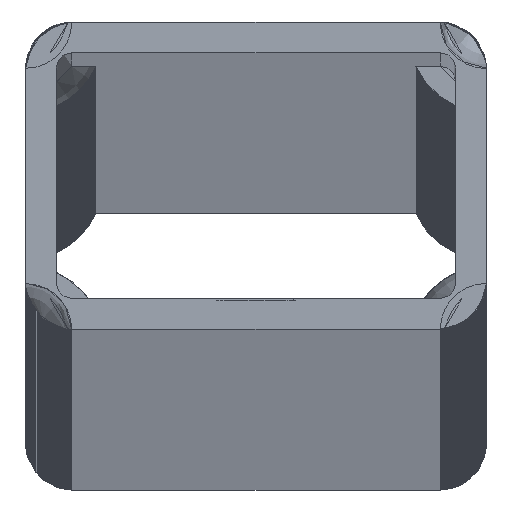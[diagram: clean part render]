
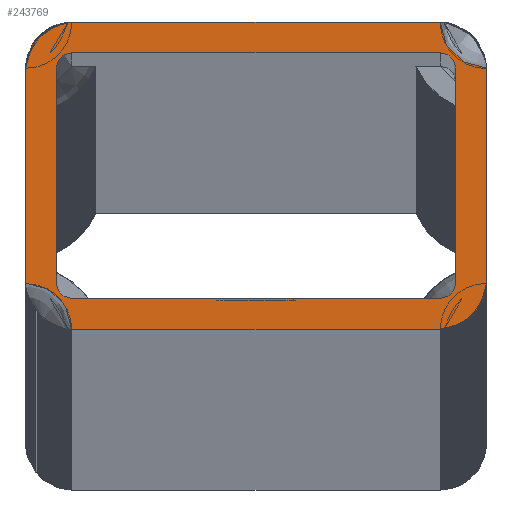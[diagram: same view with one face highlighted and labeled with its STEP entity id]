
A CAD part, top view. The second image highlights one B-rep face of the part: STEP entity #243769.
In plain terms, the highlighted planar face has unit normal (0, 0, 1).
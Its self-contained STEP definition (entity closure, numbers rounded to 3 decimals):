
#171 = VERTEX_POINT ( 'NONE', #259022 ) ;
#217 = EDGE_LOOP ( 'NONE', ( #79196, #222234, #10154, #93272, #107131, #259428, #198484, #52327 ) ) ;
#8110 = VERTEX_POINT ( 'NONE', #144986 ) ;
#10154 = ORIENTED_EDGE ( 'NONE', *, *, #87010, .T. ) ;
#11798 = DIRECTION ( 'NONE',  ( 0., 0., 1. ) ) ;
#12864 = LINE ( 'NONE', #201178, #236370 ) ;
#16039 = VECTOR ( 'NONE', #148961, 1000. ) ;
#23934 = LINE ( 'NONE', #243676, #64396 ) ;
#25325 = ORIENTED_EDGE ( 'NONE', *, *, #87521, .F. ) ;
#26192 = DIRECTION ( 'NONE',  ( 0., 0., 1. ) ) ;
#26786 = EDGE_CURVE ( 'NONE', #215463, #44650, #23934, .T. ) ;
#30398 = DIRECTION ( 'NONE',  ( -1., 0., 0. ) ) ;
#31336 = VERTEX_POINT ( 'NONE', #66398 ) ;
#33101 = CIRCLE ( 'NONE', #77322, 1. ) ;
#34100 = AXIS2_PLACEMENT_3D ( 'NONE', #41324, #169182, #214508 ) ;
#37960 = EDGE_LOOP ( 'NONE', ( #183832, #75483, #25325, #75133, #200690, #134856, #280758, #149721 ) ) ;
#40676 = DIRECTION ( 'NONE',  ( 1., 0., 0. ) ) ;
#41324 = CARTESIAN_POINT ( 'NONE',  ( 15., 10., 0. ) ) ;
#41661 = EDGE_CURVE ( 'NONE', #144380, #75492, #186603, .T. ) ;
#42252 = CIRCLE ( 'NONE', #53973, 1. ) ;
#42663 = DIRECTION ( 'NONE',  ( 0., 0., 1. ) ) ;
#44650 = VERTEX_POINT ( 'NONE', #208861 ) ;
#49138 = AXIS2_PLACEMENT_3D ( 'NONE', #234925, #169676, #84467 ) ;
#49661 = VERTEX_POINT ( 'NONE', #219772 ) ;
#52216 = CIRCLE ( 'NONE', #34100, 3. ) ;
#52327 = ORIENTED_EDGE ( 'NONE', *, *, #79104, .T. ) ;
#53883 = CARTESIAN_POINT ( 'NONE',  ( -12., -7., 0. ) ) ;
#53973 = AXIS2_PLACEMENT_3D ( 'NONE', #161350, #11798, #227546 ) ;
#55303 = DIRECTION ( 'NONE',  ( 0., 0., 1. ) ) ;
#58583 = FACE_OUTER_BOUND ( 'NONE', #217, .T. ) ;
#59343 = PLANE ( 'NONE',  #63562 ) ;
#63562 = AXIS2_PLACEMENT_3D ( 'NONE', #81170, #123733, #231621 ) ;
#64396 = VECTOR ( 'NONE', #115892, 1000. ) ;
#65033 = LINE ( 'NONE', #147706, #214132 ) ;
#65230 = CARTESIAN_POINT ( 'NONE',  ( -15., -10., 0. ) ) ;
#66398 = CARTESIAN_POINT ( 'NONE',  ( -12., -10., 0. ) ) ;
#68775 = DIRECTION ( 'NONE',  ( 1., 0., 0. ) ) ;
#73193 = EDGE_CURVE ( 'NONE', #31336, #171, #235045, .T. ) ;
#75133 = ORIENTED_EDGE ( 'NONE', *, *, #202984, .F. ) ;
#75483 = ORIENTED_EDGE ( 'NONE', *, *, #132956, .F. ) ;
#75492 = VERTEX_POINT ( 'NONE', #116114 ) ;
#77322 = AXIS2_PLACEMENT_3D ( 'NONE', #176742, #26192, #68775 ) ;
#79104 = EDGE_CURVE ( 'NONE', #75492, #49661, #12864, .T. ) ;
#79196 = ORIENTED_EDGE ( 'NONE', *, *, #162987, .F. ) ;
#79914 = CARTESIAN_POINT ( 'NONE',  ( -13., -7., 0. ) ) ;
#81170 = CARTESIAN_POINT ( 'NONE',  ( 0., 0., 0. ) ) ;
#82439 = DIRECTION ( 'NONE',  ( 0., -1., 0. ) ) ;
#84467 = DIRECTION ( 'NONE',  ( 1., 0., 0. ) ) ;
#86235 = DIRECTION ( 'NONE',  ( 1., 0., 0. ) ) ;
#87010 = EDGE_CURVE ( 'NONE', #171, #215463, #200487, .T. ) ;
#87521 = EDGE_CURVE ( 'NONE', #239869, #189714, #65033, .T. ) ;
#87726 = CARTESIAN_POINT ( 'NONE',  ( 13., 7., 0. ) ) ;
#93272 = ORIENTED_EDGE ( 'NONE', *, *, #26786, .T. ) ;
#93846 = CARTESIAN_POINT ( 'NONE',  ( -15., 10., 0. ) ) ;
#96134 = LINE ( 'NONE', #113763, #180916 ) ;
#96721 = AXIS2_PLACEMENT_3D ( 'NONE', #53883, #205347, #248865 ) ;
#101087 = DIRECTION ( 'NONE',  ( -1., 0., 0. ) ) ;
#101371 = VERTEX_POINT ( 'NONE', #87726 ) ;
#106103 = CARTESIAN_POINT ( 'NONE',  ( 12., -8., 0. ) ) ;
#107131 = ORIENTED_EDGE ( 'NONE', *, *, #190985, .F. ) ;
#108982 = EDGE_CURVE ( 'NONE', #101371, #8110, #33101, .T. ) ;
#109957 = VERTEX_POINT ( 'NONE', #202074 ) ;
#112136 = EDGE_CURVE ( 'NONE', #8110, #196623, #130545, .T. ) ;
#113733 = CARTESIAN_POINT ( 'NONE',  ( -15., -10., 0. ) ) ;
#113763 = CARTESIAN_POINT ( 'NONE',  ( 0., -8., 0. ) ) ;
#115892 = DIRECTION ( 'NONE',  ( 0., 1., 0. ) ) ;
#116114 = CARTESIAN_POINT ( 'NONE',  ( -15., 7., 0. ) ) ;
#118068 = LINE ( 'NONE', #93846, #189246 ) ;
#118534 = CARTESIAN_POINT ( 'NONE',  ( 13., -7., 0. ) ) ;
#119292 = EDGE_CURVE ( 'NONE', #109957, #144380, #118068, .T. ) ;
#119861 = VECTOR ( 'NONE', #198897, 1000. ) ;
#123733 = DIRECTION ( 'NONE',  ( 0., 0., 1. ) ) ;
#129763 = FACE_BOUND ( 'NONE', #37960, .T. ) ;
#130545 = LINE ( 'NONE', #187211, #146846 ) ;
#132956 = EDGE_CURVE ( 'NONE', #189714, #249968, #158071, .T. ) ;
#134856 = ORIENTED_EDGE ( 'NONE', *, *, #108982, .F. ) ;
#138249 = VERTEX_POINT ( 'NONE', #118534 ) ;
#144380 = VERTEX_POINT ( 'NONE', #166272 ) ;
#144986 = CARTESIAN_POINT ( 'NONE',  ( 12., 8., 0. ) ) ;
#146846 = VECTOR ( 'NONE', #101087, 1000. ) ;
#147706 = CARTESIAN_POINT ( 'NONE',  ( -13., 0., 0. ) ) ;
#148961 = DIRECTION ( 'NONE',  ( 0., 1., 0. ) ) ;
#149721 = ORIENTED_EDGE ( 'NONE', *, *, #189645, .F. ) ;
#158071 = CIRCLE ( 'NONE', #96721, 1. ) ;
#159797 = AXIS2_PLACEMENT_3D ( 'NONE', #65230, #173183, #40676 ) ;
#161350 = CARTESIAN_POINT ( 'NONE',  ( 12., -7., 0. ) ) ;
#162987 = EDGE_CURVE ( 'NONE', #31336, #49661, #206597, .T. ) ;
#166272 = CARTESIAN_POINT ( 'NONE',  ( -12., 10., 0. ) ) ;
#167415 = VERTEX_POINT ( 'NONE', #106103 ) ;
#169182 = DIRECTION ( 'NONE',  ( 0., 0., 1. ) ) ;
#169676 = DIRECTION ( 'NONE',  ( 0., 0., 1. ) ) ;
#170687 = AXIS2_PLACEMENT_3D ( 'NONE', #227608, #55303, #249368 ) ;
#173183 = DIRECTION ( 'NONE',  ( 0., 0., 1. ) ) ;
#176742 = CARTESIAN_POINT ( 'NONE',  ( 12., 7., 0. ) ) ;
#177667 = CARTESIAN_POINT ( 'NONE',  ( -12., 8., 0. ) ) ;
#180916 = VECTOR ( 'NONE', #180982, 1000. ) ;
#180982 = DIRECTION ( 'NONE',  ( 1., 0., 0. ) ) ;
#183832 = ORIENTED_EDGE ( 'NONE', *, *, #261974, .F. ) ;
#186603 = CIRCLE ( 'NONE', #49138, 3. ) ;
#187211 = CARTESIAN_POINT ( 'NONE',  ( 0., 8., 0. ) ) ;
#189246 = VECTOR ( 'NONE', #30398, 1000. ) ;
#189645 = EDGE_CURVE ( 'NONE', #167415, #138249, #42252, .T. ) ;
#189714 = VERTEX_POINT ( 'NONE', #79914 ) ;
#190985 = EDGE_CURVE ( 'NONE', #109957, #44650, #52216, .T. ) ;
#196623 = VERTEX_POINT ( 'NONE', #177667 ) ;
#198484 = ORIENTED_EDGE ( 'NONE', *, *, #41661, .T. ) ;
#198897 = DIRECTION ( 'NONE',  ( 1., 0., 0. ) ) ;
#200435 = CARTESIAN_POINT ( 'NONE',  ( -12., -8., 0. ) ) ;
#200487 = CIRCLE ( 'NONE', #170687, 3. ) ;
#200690 = ORIENTED_EDGE ( 'NONE', *, *, #112136, .F. ) ;
#201178 = CARTESIAN_POINT ( 'NONE',  ( -15., 10., 0. ) ) ;
#202074 = CARTESIAN_POINT ( 'NONE',  ( 12., 10., 0. ) ) ;
#202984 = EDGE_CURVE ( 'NONE', #196623, #239869, #222186, .T. ) ;
#205347 = DIRECTION ( 'NONE',  ( 0., 0., 1. ) ) ;
#206597 = CIRCLE ( 'NONE', #159797, 3. ) ;
#208861 = CARTESIAN_POINT ( 'NONE',  ( 15., 7., 0. ) ) ;
#214132 = VECTOR ( 'NONE', #82439, 1000. ) ;
#214508 = DIRECTION ( 'NONE',  ( 1., 0., 0. ) ) ;
#215463 = VERTEX_POINT ( 'NONE', #274515 ) ;
#216312 = EDGE_CURVE ( 'NONE', #138249, #101371, #279885, .T. ) ;
#219772 = CARTESIAN_POINT ( 'NONE',  ( -15., -7., 0. ) ) ;
#222186 = CIRCLE ( 'NONE', #246319, 1. ) ;
#222234 = ORIENTED_EDGE ( 'NONE', *, *, #73193, .T. ) ;
#227546 = DIRECTION ( 'NONE',  ( 1., 0., 0. ) ) ;
#227608 = CARTESIAN_POINT ( 'NONE',  ( 12., -7., 0. ) ) ;
#231621 = DIRECTION ( 'NONE',  ( 1., 0., 0. ) ) ;
#234925 = CARTESIAN_POINT ( 'NONE',  ( -12., 7., 0. ) ) ;
#235045 = LINE ( 'NONE', #113733, #119861 ) ;
#236370 = VECTOR ( 'NONE', #269234, 1000. ) ;
#239869 = VERTEX_POINT ( 'NONE', #259923 ) ;
#243676 = CARTESIAN_POINT ( 'NONE',  ( 15., 10., 0. ) ) ;
#243769 = ADVANCED_FACE ( 'NONE', ( #129763, #58583 ), #59343, .T. ) ;
#246319 = AXIS2_PLACEMENT_3D ( 'NONE', #260294, #42663, #86235 ) ;
#248865 = DIRECTION ( 'NONE',  ( -1., 0., 0. ) ) ;
#249368 = DIRECTION ( 'NONE',  ( 1., 0., 0. ) ) ;
#249968 = VERTEX_POINT ( 'NONE', #200435 ) ;
#253068 = CARTESIAN_POINT ( 'NONE',  ( 13., 0., 0. ) ) ;
#259022 = CARTESIAN_POINT ( 'NONE',  ( 12., -10., 0. ) ) ;
#259428 = ORIENTED_EDGE ( 'NONE', *, *, #119292, .T. ) ;
#259923 = CARTESIAN_POINT ( 'NONE',  ( -13., 7., 0. ) ) ;
#260294 = CARTESIAN_POINT ( 'NONE',  ( -12., 7., 0. ) ) ;
#261974 = EDGE_CURVE ( 'NONE', #249968, #167415, #96134, .T. ) ;
#269234 = DIRECTION ( 'NONE',  ( 0., -1., 0. ) ) ;
#274515 = CARTESIAN_POINT ( 'NONE',  ( 15., -7., 0. ) ) ;
#279885 = LINE ( 'NONE', #253068, #16039 ) ;
#280758 = ORIENTED_EDGE ( 'NONE', *, *, #216312, .F. ) ;
